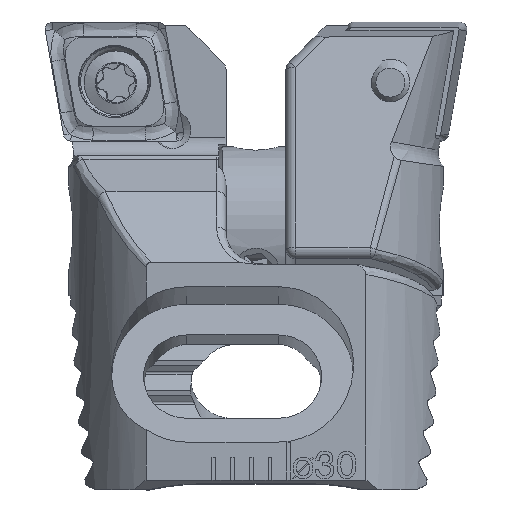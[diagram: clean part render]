
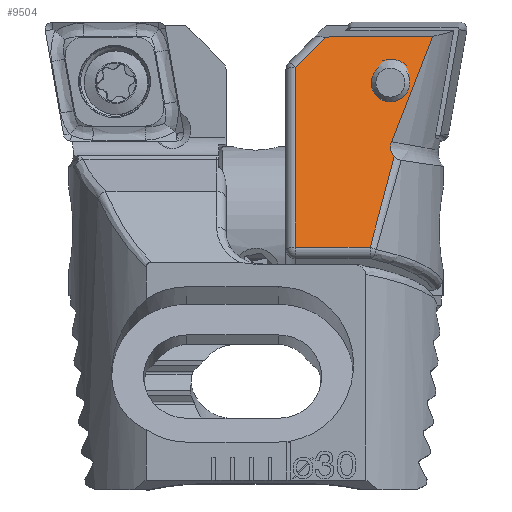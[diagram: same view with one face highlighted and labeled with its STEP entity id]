
A CAD part, top view. The second image highlights one B-rep face of the part: STEP entity #9504.
In plain terms, the highlighted face is planar.
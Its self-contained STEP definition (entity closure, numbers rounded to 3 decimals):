
#106 = VERTEX_POINT ( 'NONE', #2462 ) ;
#176 = VECTOR ( 'NONE', #8327, 1000. ) ;
#283 = CARTESIAN_POINT ( 'NONE',  ( 3.865, -2.236, -5.148 ) ) ;
#374 = CARTESIAN_POINT ( 'NONE',  ( 3.255, -4.684, -5.805 ) ) ;
#665 =( BOUNDED_CURVE ( )  B_SPLINE_CURVE ( 3, ( #4395, #374, #11499, #7481 ),
 .UNSPECIFIED., .F., .T. ) 
 B_SPLINE_CURVE_WITH_KNOTS ( ( 4, 4 ),
 ( 3.989, 4.202 ),
 .UNSPECIFIED. ) 
 CURVE ( )  GEOMETRIC_REPRESENTATION_ITEM ( )  RATIONAL_B_SPLINE_CURVE ( ( 1., 0.996, 0.996, 1. ) ) 
 REPRESENTATION_ITEM ( '' )  );
#920 = CARTESIAN_POINT ( 'NONE',  ( 5.156, -12.022, -7.771 ) ) ;
#957 = CARTESIAN_POINT ( 'NONE',  ( 4.689, -10.565, -7.38 ) ) ;
#1556 =( BOUNDED_CURVE ( )  B_SPLINE_CURVE ( 3, ( #12970, #11900, #12932, #11008, #13015, #5908, #8951 ),
 .UNSPECIFIED., .T., .T. ) 
 B_SPLINE_CURVE_WITH_KNOTS ( ( 4, 3, 4 ),
 ( 0., 3.142, 6.283 ),
 .UNSPECIFIED. ) 
 CURVE ( )  GEOMETRIC_REPRESENTATION_ITEM ( )  RATIONAL_B_SPLINE_CURVE ( ( 1., 0.333, 0.333, 1., 0.333, 0.333, 1. ) ) 
 REPRESENTATION_ITEM ( '' )  );
#1664 = CARTESIAN_POINT ( 'NONE',  ( 4.089, -6.674, -6.338 ) ) ;
#1801 = DIRECTION ( 'NONE',  ( 0., -0.259, 0.966 ) ) ;
#1874 = CARTESIAN_POINT ( 'NONE',  ( 23.25, -12.022, -7.771 ) ) ;
#1977 = EDGE_CURVE ( 'NONE', #5541, #8236, #5582, .T. ) ;
#2164 = ORIENTED_EDGE ( 'NONE', *, *, #6362, .T. ) ;
#2319 = ORIENTED_EDGE ( 'NONE', *, *, #1977, .F. ) ;
#2462 = CARTESIAN_POINT ( 'NONE',  ( 4.01, -6.401, -6.264 ) ) ;
#2523 = VERTEX_POINT ( 'NONE', #3843 ) ;
#2565 = CARTESIAN_POINT ( 'NONE',  ( 4.01, -6.401, -6.264 ) ) ;
#2608 = CARTESIAN_POINT ( 'NONE',  ( 3.878, -7.185, -6.475 ) ) ;
#2731 = VECTOR ( 'NONE', #9703, 1000. ) ;
#2751 = CARTESIAN_POINT ( 'NONE',  ( 9.15, -2.419, -5.198 ) ) ;
#2790 = ORIENTED_EDGE ( 'NONE', *, *, #10798, .T. ) ;
#2903 = DIRECTION ( 'NONE',  ( -1., 0., 0. ) ) ;
#2939 = EDGE_CURVE ( 'NONE', #5541, #9029, #8895, .T. ) ;
#3689 = LINE ( 'NONE', #4710, #2731 ) ;
#3843 = CARTESIAN_POINT ( 'NONE',  ( 9.15, -12.022, -7.771 ) ) ;
#3844 = VECTOR ( 'NONE', #5727, 1000. ) ;
#3852 = PLANE ( 'NONE',  #11870 ) ;
#3903 = EDGE_LOOP ( 'NONE', ( #11237, #2790, #2319, #11246, #9615, #9986, #11930 ) ) ;
#4026 = VERTEX_POINT ( 'NONE', #283 ) ;
#4100 = CARTESIAN_POINT ( 'NONE',  ( 4.262, -8.948, -6.947 ) ) ;
#4395 = CARTESIAN_POINT ( 'NONE',  ( 4.01, -6.401, -6.264 ) ) ;
#4491 = EDGE_CURVE ( 'NONE', #6391, #106, #10685, .T. ) ;
#4710 = CARTESIAN_POINT ( 'NONE',  ( 9.15, -0.004, -4.551 ) ) ;
#4751 = CARTESIAN_POINT ( 'NONE',  ( 7.54, -0.809, -4.766 ) ) ;
#4809 = VERTEX_POINT ( 'NONE', #6594 ) ;
#4863 = FACE_OUTER_BOUND ( 'NONE', #3903, .T. ) ;
#5047 = CARTESIAN_POINT ( 'NONE',  ( 1.821, -0.771, -4.756 ) ) ;
#5265 = EDGE_CURVE ( 'NONE', #4809, #6391, #7271, .T. ) ;
#5541 = VERTEX_POINT ( 'NONE', #4751 ) ;
#5582 = LINE ( 'NONE', #9950, #176 ) ;
#5630 = CARTESIAN_POINT ( 'NONE',  ( 4.068, -6.53, -6.299 ) ) ;
#5635 = LINE ( 'NONE', #1874, #12320 ) ;
#5727 = DIRECTION ( 'NONE',  ( 0.695, -0.695, -0.186 ) ) ;
#5814 = FACE_BOUND ( 'NONE', #10524, .T. ) ;
#5908 = CARTESIAN_POINT ( 'NONE',  ( 5.874, -1.843, -5.043 ) ) ;
#6362 = EDGE_CURVE ( 'NONE', #4026, #4026, #1556, .T. ) ;
#6391 = VERTEX_POINT ( 'NONE', #6919 ) ;
#6594 = CARTESIAN_POINT ( 'NONE',  ( 5.156, -12.022, -7.771 ) ) ;
#6919 = CARTESIAN_POINT ( 'NONE',  ( 3.878, -7.185, -6.475 ) ) ;
#7046 = EDGE_CURVE ( 'NONE', #2523, #4809, #5635, .T. ) ;
#7271 =( BOUNDED_CURVE ( )  B_SPLINE_CURVE ( 3, ( #920, #957, #4100, #11187 ),
 .UNSPECIFIED., .F., .F. ) 
 B_SPLINE_CURVE_WITH_KNOTS ( ( 4, 4 ),
 ( 3.838, 4.03 ),
 .UNSPECIFIED. ) 
 CURVE ( )  GEOMETRIC_REPRESENTATION_ITEM ( )  RATIONAL_B_SPLINE_CURVE ( ( 1., 0.997, 0.997, 1. ) ) 
 REPRESENTATION_ITEM ( '' )  );
#7481 = CARTESIAN_POINT ( 'NONE',  ( 1.821, -0.771, -4.756 ) ) ;
#8236 = VERTEX_POINT ( 'NONE', #5047 ) ;
#8327 = DIRECTION ( 'NONE',  ( -1., 0.007, 0.002 ) ) ;
#8610 = EDGE_CURVE ( 'NONE', #9029, #2523, #3689, .T. ) ;
#8895 = LINE ( 'NONE', #10879, #3844 ) ;
#8927 = CARTESIAN_POINT ( 'NONE',  ( 23.25, -0.004, -4.551 ) ) ;
#8951 = CARTESIAN_POINT ( 'NONE',  ( 3.865, -2.236, -5.148 ) ) ;
#9029 = VERTEX_POINT ( 'NONE', #2751 ) ;
#9504 = ADVANCED_FACE ( 'NONE', ( #5814, #4863 ), #3852, .F. ) ;
#9615 = ORIENTED_EDGE ( 'NONE', *, *, #8610, .T. ) ;
#9703 = DIRECTION ( 'NONE',  ( 0., -0.966, -0.259 ) ) ;
#9950 = CARTESIAN_POINT ( 'NONE',  ( 23.244, -0.914, -4.794 ) ) ;
#9986 = ORIENTED_EDGE ( 'NONE', *, *, #7046, .T. ) ;
#10524 = EDGE_LOOP ( 'NONE', ( #2164 ) ) ;
#10685 = B_SPLINE_CURVE_WITH_KNOTS ( 'NONE', 3,
 ( #2608, #10774, #11670, #1664, #5630, #2565 ),
 .UNSPECIFIED., .F., .F.,
 ( 4, 2, 4 ),
 ( 0.003, 0.004, 0.004 ),
 .UNSPECIFIED. ) ;
#10774 = CARTESIAN_POINT ( 'NONE',  ( 3.972, -7.08, -6.446 ) ) ;
#10798 = EDGE_CURVE ( 'NONE', #106, #8236, #665, .T. ) ;
#10879 = CARTESIAN_POINT ( 'NONE',  ( 14.706, -7.975, -6.686 ) ) ;
#11008 = CARTESIAN_POINT ( 'NONE',  ( 4.287, -4.248, -5.688 ) ) ;
#11187 = CARTESIAN_POINT ( 'NONE',  ( 3.878, -7.185, -6.475 ) ) ;
#11237 = ORIENTED_EDGE ( 'NONE', *, *, #4491, .T. ) ;
#11246 = ORIENTED_EDGE ( 'NONE', *, *, #2939, .T. ) ;
#11499 = CARTESIAN_POINT ( 'NONE',  ( 2.522, -2.801, -5.3 ) ) ;
#11670 = CARTESIAN_POINT ( 'NONE',  ( 4.041, -6.95, -6.412 ) ) ;
#11870 = AXIS2_PLACEMENT_3D ( 'NONE', #8927, #1801, #12950 ) ;
#11900 = CARTESIAN_POINT ( 'NONE',  ( 1.856, -2.629, -5.254 ) ) ;
#11930 = ORIENTED_EDGE ( 'NONE', *, *, #5265, .T. ) ;
#12320 = VECTOR ( 'NONE', #2903, 1000. ) ;
#12932 = CARTESIAN_POINT ( 'NONE',  ( 2.278, -4.641, -5.793 ) ) ;
#12950 = DIRECTION ( 'NONE',  ( 0., -0.966, -0.259 ) ) ;
#12970 = CARTESIAN_POINT ( 'NONE',  ( 3.865, -2.236, -5.148 ) ) ;
#13015 = CARTESIAN_POINT ( 'NONE',  ( 6.296, -3.855, -5.582 ) ) ;
